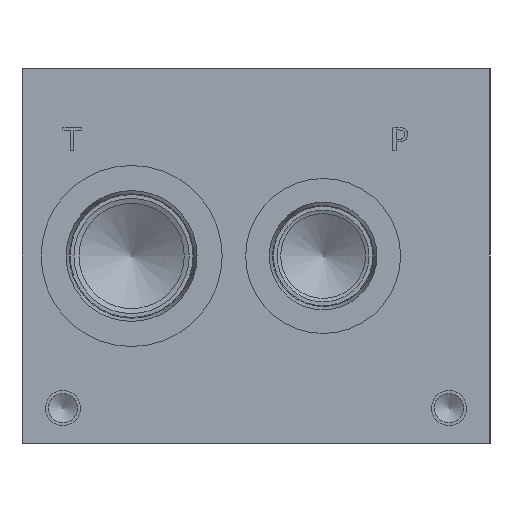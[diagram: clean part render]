
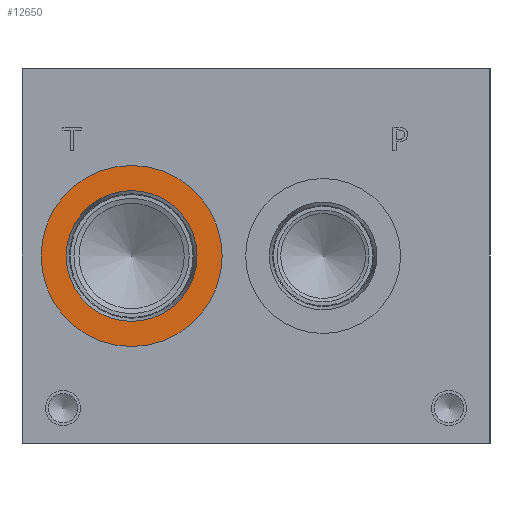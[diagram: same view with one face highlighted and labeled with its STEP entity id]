
A CAD part, left-side view. The second image highlights one B-rep face of the part: STEP entity #12650.
In plain terms, the highlighted planar face has unit normal (-1, 0, 0).
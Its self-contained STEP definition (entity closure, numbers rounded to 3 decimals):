
#261=CIRCLE('',#13275,24.562);
#262=CIRCLE('',#13276,24.562);
#263=CIRCLE('',#13278,17.755);
#264=CIRCLE('',#13279,17.755);
#511=FACE_BOUND('',#2185,.T.);
#885=PLANE('',#13277);
#1456=FACE_OUTER_BOUND('',#2184,.T.);
#2184=EDGE_LOOP('',(#10892,#10893));
#2185=EDGE_LOOP('',(#10894,#10895));
#5973=VERTEX_POINT('',#21430);
#5974=VERTEX_POINT('',#21432);
#5975=VERTEX_POINT('',#21436);
#5976=VERTEX_POINT('',#21437);
#7670=EDGE_CURVE('',#5973,#5974,#261,.T.);
#7671=EDGE_CURVE('',#5974,#5973,#262,.T.);
#7672=EDGE_CURVE('',#5975,#5976,#263,.T.);
#7673=EDGE_CURVE('',#5976,#5975,#264,.T.);
#10892=ORIENTED_EDGE('',*,*,#7671,.F.);
#10893=ORIENTED_EDGE('',*,*,#7670,.F.);
#10894=ORIENTED_EDGE('',*,*,#7672,.T.);
#10895=ORIENTED_EDGE('',*,*,#7673,.T.);
#12650=ADVANCED_FACE('',(#1456,#511),#885,.F.);
#13275=AXIS2_PLACEMENT_3D('',#21433,#15633,#15634);
#13276=AXIS2_PLACEMENT_3D('',#21434,#15635,#15636);
#13277=AXIS2_PLACEMENT_3D('',#21435,#15637,#15638);
#13278=AXIS2_PLACEMENT_3D('',#21438,#15639,#15640);
#13279=AXIS2_PLACEMENT_3D('',#21439,#15641,#15642);
#15633=DIRECTION('center_axis',(1.,0.,0.));
#15634=DIRECTION('ref_axis',(0.,0.,-1.));
#15635=DIRECTION('center_axis',(1.,0.,0.));
#15636=DIRECTION('ref_axis',(0.,0.,-1.));
#15637=DIRECTION('center_axis',(1.,0.,0.));
#15638=DIRECTION('ref_axis',(0.,0.,-1.));
#15639=DIRECTION('center_axis',(1.,0.,0.));
#15640=DIRECTION('ref_axis',(0.,0.,-1.));
#15641=DIRECTION('center_axis',(1.,0.,0.));
#15642=DIRECTION('ref_axis',(0.,0.,-1.));
#21430=CARTESIAN_POINT('',(0.787,97.257,26.238));
#21432=CARTESIAN_POINT('',(0.787,97.257,75.362));
#21433=CARTESIAN_POINT('Origin',(0.787,97.257,50.8));
#21434=CARTESIAN_POINT('Origin',(0.787,97.257,50.8));
#21435=CARTESIAN_POINT('Origin',(0.787,97.257,68.555));
#21436=CARTESIAN_POINT('',(0.787,97.257,68.555));
#21437=CARTESIAN_POINT('',(0.787,97.257,33.045));
#21438=CARTESIAN_POINT('Origin',(0.787,97.257,50.8));
#21439=CARTESIAN_POINT('Origin',(0.787,97.257,50.8));
